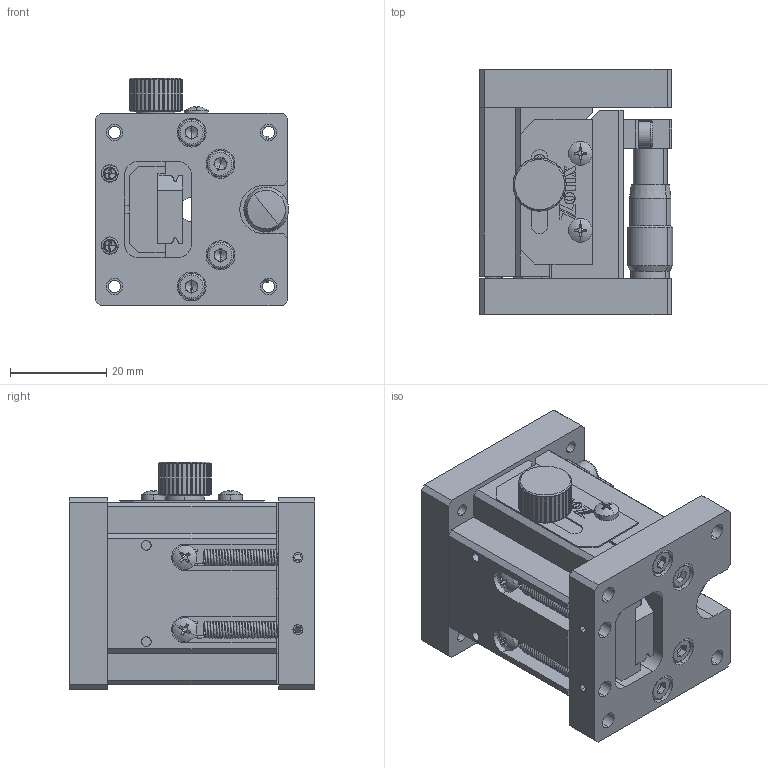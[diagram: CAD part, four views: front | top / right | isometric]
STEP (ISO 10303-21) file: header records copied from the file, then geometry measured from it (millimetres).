
FILE_DESCRIPTION (( 'STEP AP203' ), '1' );
FILE_NAME ('SKV6A-40Z(AP203).STEP', '2022-05-12T06:17:20', ( '' ), ( '' ), 'SwSTEP 2.0', 'SolidWorks 2017', '' );
FILE_SCHEMA (( 'CONFIG_CONTROL_DESIGN' ));
Products named in the file (1): SKV6A-40Z(AP203)
Bounding box: 40.15 x 51 x 47.3 mm (x, y, z)
Surface area: 23055.6 mm2 (no closed solid volume)
Topology: 0 solids, 41 shells, 746 faces, 2538 edges, 1711 vertices
Faces by surface type: plane 467, cylinder 173, cone 52, torus 36, sphere 10, bspline 8
Entity records: 48419 total; most frequent: CARTESIAN_POINT 26540, DIRECTION 4675, ORIENTED_EDGE 4059, EDGE_CURVE 2508, VERTEX_POINT 1711, LINE 1591, VECTOR 1591, AXIS2_PLACEMENT_3D 1542
